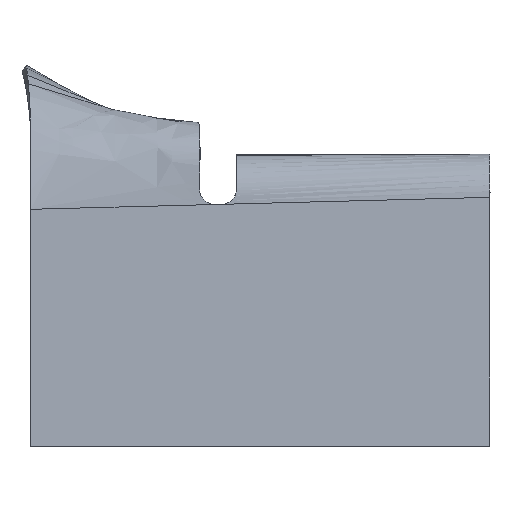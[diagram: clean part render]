
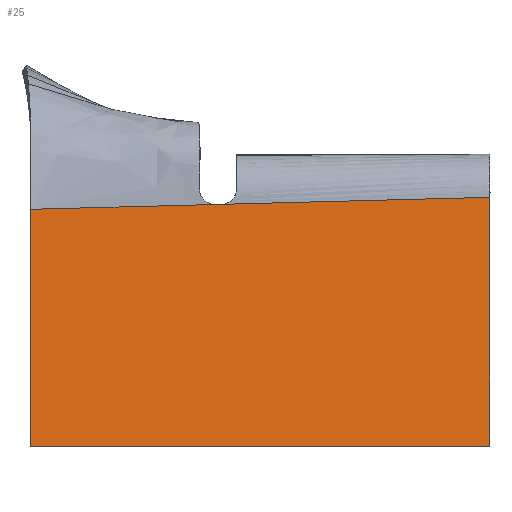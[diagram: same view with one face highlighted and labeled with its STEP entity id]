
A CAD part, left-side view. The second image highlights one B-rep face of the part: STEP entity #25.
In plain terms, the highlighted free-form (B-spline) face has degree [3, 1] with [4, 2] control points.
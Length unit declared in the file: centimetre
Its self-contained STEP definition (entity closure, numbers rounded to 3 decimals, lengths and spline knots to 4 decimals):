
#25=ADVANCED_FACE($,(#41),#215,.T.);
#41=FACE_OUTER_BOUND($,#57,.T.);
#57=EDGE_LOOP($,(#120,#121,#122,#123,#124,#125));
#120=ORIENTED_EDGE($,*,*,#174,.T.);
#121=ORIENTED_EDGE($,*,*,#149,.F.);
#122=ORIENTED_EDGE($,*,*,#175,.T.);
#123=ORIENTED_EDGE($,*,*,#176,.T.);
#124=ORIENTED_EDGE($,*,*,#152,.T.);
#125=ORIENTED_EDGE($,*,*,#177,.T.);
#149=EDGE_CURVE($,#189,#186,#229,.T.);
#152=EDGE_CURVE($,#192,#193,#232,.T.);
#174=EDGE_CURVE($,#204,#186,#254,.T.);
#175=EDGE_CURVE($,#189,#205,#255,.T.);
#176=EDGE_CURVE($,#205,#192,#256,.T.);
#177=EDGE_CURVE($,#193,#204,#257,.T.);
#186=VERTEX_POINT($,#2430);
#189=VERTEX_POINT($,#2433);
#192=VERTEX_POINT($,#2436);
#193=VERTEX_POINT($,#2437);
#204=VERTEX_POINT($,#2448);
#205=VERTEX_POINT($,#2449);
#215=B_SPLINE_SURFACE_WITH_KNOTS($,3,1,((#1778,#1779),(#1780,#1781),(#1782,
#1783),(#1784,#1785)),.UNSPECIFIED.,.F.,.F.,.F.,(4,4),(2,2),(0.,38.9672),
(-73.5251,0.),.UNSPECIFIED.);
#229=B_SPLINE_CURVE_WITH_KNOTS($,1,(#374,#375),.UNSPECIFIED.,.F.,.F.,(2,
2),(-73.5,0.),.UNSPECIFIED.);
#232=B_SPLINE_CURVE_WITH_KNOTS($,1,(#380,#381),.UNSPECIFIED.,.F.,.F.,(2,
2),(-0.9858,0.),.UNSPECIFIED.);
#254=B_SPLINE_CURVE_WITH_KNOTS($,3,(#768,#769,#770,#771),.UNSPECIFIED.,.F.,
.F.,(4,4),(0.,38.9672),.UNSPECIFIED.);
#255=B_SPLINE_CURVE_WITH_KNOTS($,3,(#772,#773,#774,#775),.UNSPECIFIED.,.F.,
.F.,(4,4),(-38.9672,0.),.UNSPECIFIED.);
#256=B_SPLINE_CURVE_WITH_KNOTS($,1,(#776,#777),.UNSPECIFIED.,.F.,.F.,(2,
2),(0.,42.9527),.UNSPECIFIED.);
#257=B_SPLINE_CURVE_WITH_KNOTS($,1,(#778,#779),.UNSPECIFIED.,.F.,.F.,(2,
2),(43.9385,73.5251),.UNSPECIFIED.);
#374=CARTESIAN_POINT($,(0.,0.,0.));
#375=CARTESIAN_POINT($,(0.,73.5,0.));
#380=CARTESIAN_POINT($,(2.7069,42.938,38.711));
#381=CARTESIAN_POINT($,(2.7051,43.9235,38.6853));
#768=CARTESIAN_POINT($,(2.6512,73.5,37.9144));
#769=CARTESIAN_POINT($,(1.7675,73.5,25.2763));
#770=CARTESIAN_POINT($,(0.8837,73.5,12.6381));
#771=CARTESIAN_POINT($,(0.,73.5,0.));
#772=CARTESIAN_POINT($,(0.,0.,0.));
#773=CARTESIAN_POINT($,(0.9284,0.,13.2767));
#774=CARTESIAN_POINT($,(1.8568,0.,26.5535));
#775=CARTESIAN_POINT($,(2.7852,0.,39.8302));
#776=CARTESIAN_POINT($,(2.7852,0.,39.8302));
#777=CARTESIAN_POINT($,(2.7069,42.938,38.711));
#778=CARTESIAN_POINT($,(2.7051,43.9235,38.6853));
#779=CARTESIAN_POINT($,(2.6512,73.5,37.9144));
#1778=CARTESIAN_POINT($,(2.6512,73.5,37.9144));
#1779=CARTESIAN_POINT($,(2.7852,0.,39.8302));
#1780=CARTESIAN_POINT($,(1.7675,73.5,25.2763));
#1781=CARTESIAN_POINT($,(1.8568,0.,26.5535));
#1782=CARTESIAN_POINT($,(0.8837,73.5,12.6381));
#1783=CARTESIAN_POINT($,(0.9284,0.,13.2767));
#1784=CARTESIAN_POINT($,(0.,73.5,0.));
#1785=CARTESIAN_POINT($,(0.,0.,0.));
#2430=CARTESIAN_POINT($,(0.,73.5,0.));
#2433=CARTESIAN_POINT($,(0.,0.,0.));
#2436=CARTESIAN_POINT($,(2.7069,42.938,38.711));
#2437=CARTESIAN_POINT($,(2.7051,43.9235,38.6853));
#2448=CARTESIAN_POINT($,(2.6512,73.5,37.9144));
#2449=CARTESIAN_POINT($,(2.7852,0.,39.8302));
